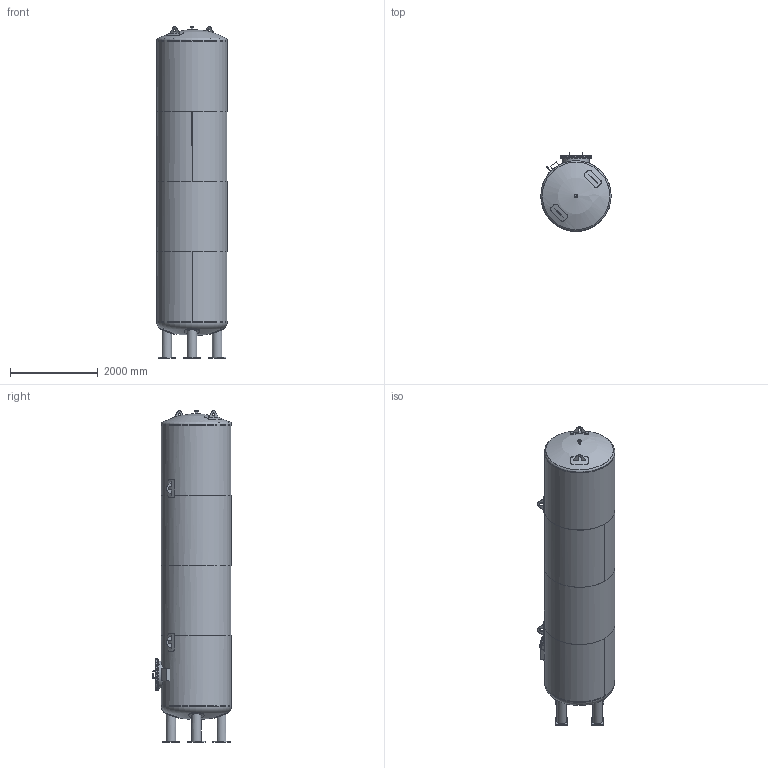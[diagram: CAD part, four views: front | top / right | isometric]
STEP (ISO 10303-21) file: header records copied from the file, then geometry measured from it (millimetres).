
FILE_DESCRIPTION((''),'2;1');
FILE_NAME('Behälter_Z-38_11-241_1600_013.stp','2013-01-31T11:02:16',('k�'),(''),'Autodesk Inventor 2012','Autodesk Inventor 2012','');
FILE_SCHEMA(('AUTOMOTIVE_DESIGN { 1 0 10303 214 1 1 1 1 }'));
Length unit declared in the file: millimetre
Products named in the file (1): Behälter_Z-38_11-241_1600_013_KV
Bounding box: 1600 x 1797 x 7556.04 mm (x, y, z)
Volume: 658809588.5 mm3; surface area: 80095463.5 mm2
Topology: 7 solids, 11 shells, 1116 faces, 2575 edges, 1618 vertices
Faces by surface type: plane 632, cone 288, cylinder 162, sphere 18, torus 16
Full cylindrical faces by diameter (mm): 16 x70, 22.5 x32, 60.3 x2, 66.3 x1, 82.3 x1, 203.1 x4, 219.1 x4, 350 x4, 598 x2, 610 x2, 660 x1, 720 x2, 1590 x5, 1600 x6
Entity records: 32032 total; most frequent: CARTESIAN_POINT 8640, ORIENTED_EDGE 4592, DIRECTION 4326, EDGE_CURVE 2296, AXIS2_PLACEMENT_3D 1745, EDGE_LOOP 1569, VERTEX_POINT 1567, FACE_OUTER_BOUND 1116
